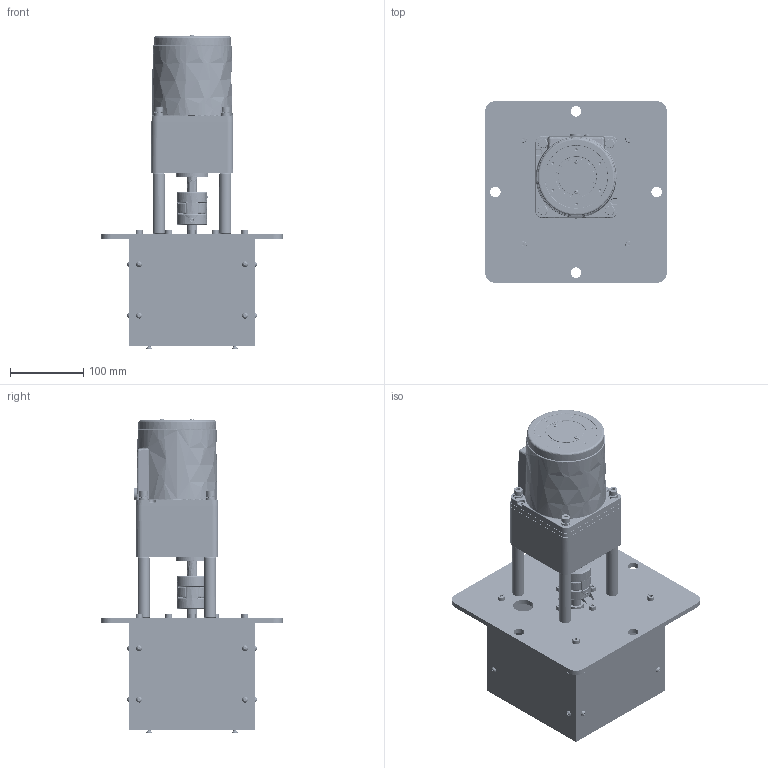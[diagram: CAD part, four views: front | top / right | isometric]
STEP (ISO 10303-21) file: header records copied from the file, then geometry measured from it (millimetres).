
FILE_DESCRIPTION(('FreeCAD Model'),'2;1');
FILE_NAME('Open CASCADE Shape Model','2025-05-07T18:50:48',('FreeCAD'),( 'FreeCAD'),'Open CASCADE STEP processor 7.6','FreeCAD','Unknown');
FILE_SCHEMA(('AUTOMOTIVE_DESIGN { 1 0 10303 214 1 1 1 1 }'));
Products named in the file (1): Open CASCADE STEP translator 7.6 1
Bounding box: 248.03 x 248.03 x 428.76 mm (x, y, z)
Volume: 2698538.2 mm3; surface area: 818442.3 mm2
Topology: 122 solids, 130 shells, 3603 faces, 8469 edges, 5334 vertices
Faces by surface type: bspline 3603
Entity records: 193055 total; most frequent: CARTESIAN_POINT 143543, ORIENTED_EDGE 16586, EDGE_CURVE 8366, VERTEX_POINT 5309, B_SPLINE_CURVE_WITH_KNOTS 5115, FACE_BOUND 4224, EDGE_LOOP 4200, ADVANCED_FACE 3603
